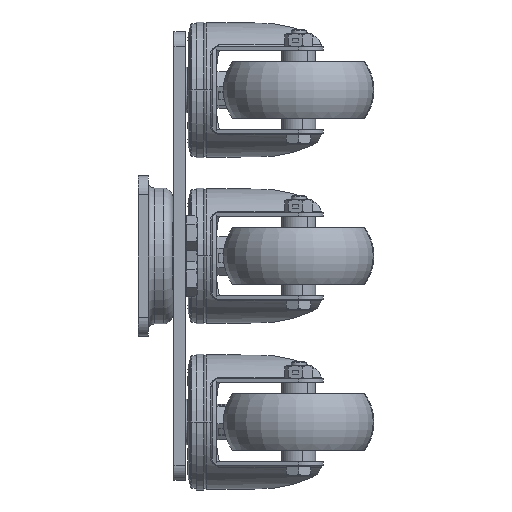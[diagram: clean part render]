
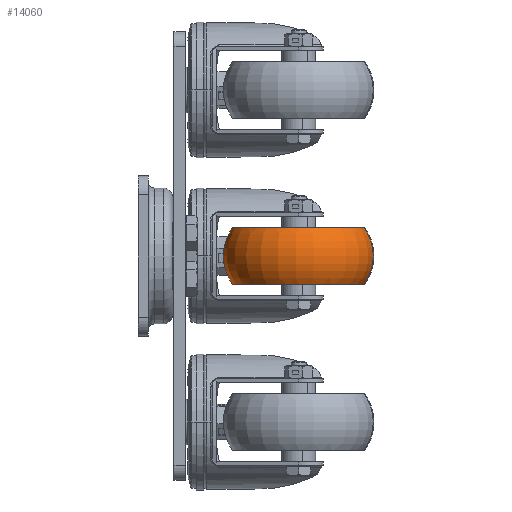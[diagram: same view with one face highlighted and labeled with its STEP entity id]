
A CAD part, left-side view. The second image highlights one B-rep face of the part: STEP entity #14060.
In plain terms, the highlighted toroidal (fillet/blend) face has major radius 15 mm and minor radius 25 mm.
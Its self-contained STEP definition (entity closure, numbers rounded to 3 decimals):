
#886 = EDGE_LOOP ( 'NONE', ( #1993, #31868, #8017, #31640 ) ) ;
#1805 = EDGE_CURVE ( 'NONE', #5392, #20753, #12766, .T. ) ;
#1993 = ORIENTED_EDGE ( 'NONE', *, *, #32907, .F. ) ;
#2635 = DIRECTION ( 'NONE',  ( -0.161, -0.987, 0. ) ) ;
#3478 = CARTESIAN_POINT ( 'NONE',  ( 65.5, -85., -15. ) ) ;
#5392 = VERTEX_POINT ( 'NONE', #44388 ) ;
#7631 = DIRECTION ( 'NONE',  ( -0.161, -0.987, 0. ) ) ;
#7845 = CARTESIAN_POINT ( 'NONE',  ( 65.5, -85., 15. ) ) ;
#8017 = ORIENTED_EDGE ( 'NONE', *, *, #1805, .T. ) ;
#8057 = DIRECTION ( 'NONE',  ( 0., 0., 1. ) ) ;
#12127 = EDGE_CURVE ( 'NONE', #32387, #20753, #13166, .T. ) ;
#12263 = AXIS2_PLACEMENT_3D ( 'NONE', #3478, #25760, #7631 ) ;
#12766 = CIRCLE ( 'NONE', #40766, 25. ) ;
#13166 = CIRCLE ( 'NONE', #57003, 35. ) ;
#14060 = ADVANCED_FACE ( 'NONE', ( #44868 ), #38487, .T. ) ;
#18719 = CIRCLE ( 'NONE', #12263, 35. ) ;
#20711 = CARTESIAN_POINT ( 'NONE',  ( 65.5, -85., 0. ) ) ;
#20753 = VERTEX_POINT ( 'NONE', #31374 ) ;
#21927 = AXIS2_PLACEMENT_3D ( 'NONE', #20711, #56516, #2635 ) ;
#25760 = DIRECTION ( 'NONE',  ( 0., 0., 1. ) ) ;
#26590 = DIRECTION ( 'NONE',  ( -0.161, -0.987, 0. ) ) ;
#28037 = CIRCLE ( 'NONE', #31758, 25. ) ;
#30324 = DIRECTION ( 'NONE',  ( -0.987, 0.161, 0. ) ) ;
#31374 = CARTESIAN_POINT ( 'NONE',  ( 59.879, -119.546, 15. ) ) ;
#31640 = ORIENTED_EDGE ( 'NONE', *, *, #12127, .F. ) ;
#31758 = AXIS2_PLACEMENT_3D ( 'NONE', #51499, #33174, #55443 ) ;
#31868 = ORIENTED_EDGE ( 'NONE', *, *, #33190, .T. ) ;
#32387 = VERTEX_POINT ( 'NONE', #55522 ) ;
#32907 = EDGE_CURVE ( 'NONE', #48182, #32387, #28037, .T. ) ;
#33174 = DIRECTION ( 'NONE',  ( 0.987, -0.161, 0. ) ) ;
#33190 = EDGE_CURVE ( 'NONE', #48182, #5392, #18719, .T. ) ;
#38487 = TOROIDAL_SURFACE ( 'NONE', #21927, 15., 25. ) ;
#39610 = DIRECTION ( 'NONE',  ( -0.161, -0.987, 0. ) ) ;
#40766 = AXIS2_PLACEMENT_3D ( 'NONE', #57312, #30324, #39610 ) ;
#44388 = CARTESIAN_POINT ( 'NONE',  ( 59.879, -119.546, -15. ) ) ;
#44868 = FACE_OUTER_BOUND ( 'NONE', #886, .T. ) ;
#46109 = CARTESIAN_POINT ( 'NONE',  ( 71.121, -50.454, -15. ) ) ;
#48182 = VERTEX_POINT ( 'NONE', #46109 ) ;
#51499 = CARTESIAN_POINT ( 'NONE',  ( 67.909, -70.195, 0. ) ) ;
#55443 = DIRECTION ( 'NONE',  ( 0.161, 0.987, 0. ) ) ;
#55522 = CARTESIAN_POINT ( 'NONE',  ( 71.121, -50.454, 15. ) ) ;
#56516 = DIRECTION ( 'NONE',  ( 0., 0., 1. ) ) ;
#57003 = AXIS2_PLACEMENT_3D ( 'NONE', #7845, #8057, #26590 ) ;
#57312 = CARTESIAN_POINT ( 'NONE',  ( 63.091, -99.805, 0. ) ) ;
